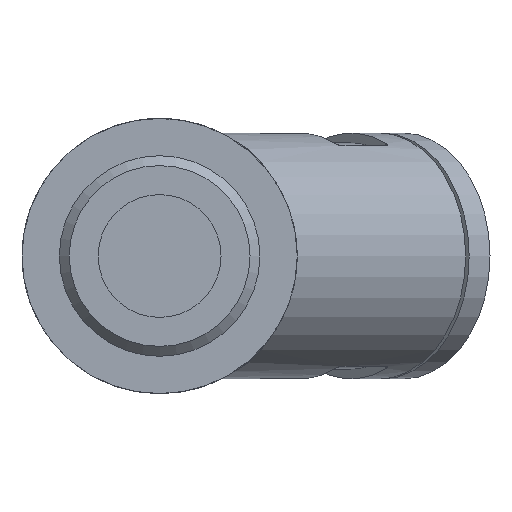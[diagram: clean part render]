
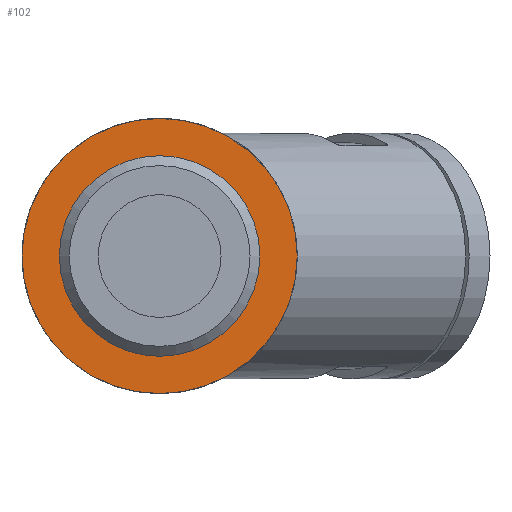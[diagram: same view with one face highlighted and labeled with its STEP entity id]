
A CAD part, front view. The second image highlights one B-rep face of the part: STEP entity #102.
In plain terms, the highlighted planar face has unit normal (0, -1, 0).
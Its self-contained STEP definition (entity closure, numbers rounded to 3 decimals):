
#102 = ADVANCED_FACE( '', ( #186, #187 ), #188, .F. );
#186 = FACE_BOUND( '', #285, .T. );
#187 = FACE_OUTER_BOUND( '', #286, .T. );
#188 = PLANE( '', #287 );
#285 = EDGE_LOOP( '', ( #512 ) );
#286 = EDGE_LOOP( '', ( #513 ) );
#287 = AXIS2_PLACEMENT_3D( '', #514, #515, #516 );
#512 = ORIENTED_EDGE( '', *, *, #659, .F. );
#513 = ORIENTED_EDGE( '', *, *, #666, .F. );
#514 = CARTESIAN_POINT( '', ( 3., 3.5, 0. ) );
#515 = DIRECTION( '', ( 0., 1., 0. ) );
#516 = DIRECTION( '', ( 0., 0., 1. ) );
#659 = EDGE_CURVE( '', #789, #789, #790, .F. );
#666 = EDGE_CURVE( '', #801, #801, #802, .T. );
#789 = VERTEX_POINT( '', #1079 );
#790 = CIRCLE( '', #1080, 10.2 );
#801 = VERTEX_POINT( '', #1093 );
#802 = CIRCLE( '', #1094, 14. );
#1079 = CARTESIAN_POINT( '', ( 3., 3.5, 10.2 ) );
#1080 = AXIS2_PLACEMENT_3D( '', #1377, #1378, #1379 );
#1093 = CARTESIAN_POINT( '', ( 3., 3.5, 14. ) );
#1094 = AXIS2_PLACEMENT_3D( '', #1394, #1395, #1396 );
#1377 = CARTESIAN_POINT( '', ( 3., 3.5, 0. ) );
#1378 = DIRECTION( '', ( 0., 1., 0. ) );
#1379 = DIRECTION( '', ( 0., 0., 1. ) );
#1394 = CARTESIAN_POINT( '', ( 3., 3.5, 0. ) );
#1395 = DIRECTION( '', ( 0., 1., 0. ) );
#1396 = DIRECTION( '', ( 0., 0., 1. ) );
